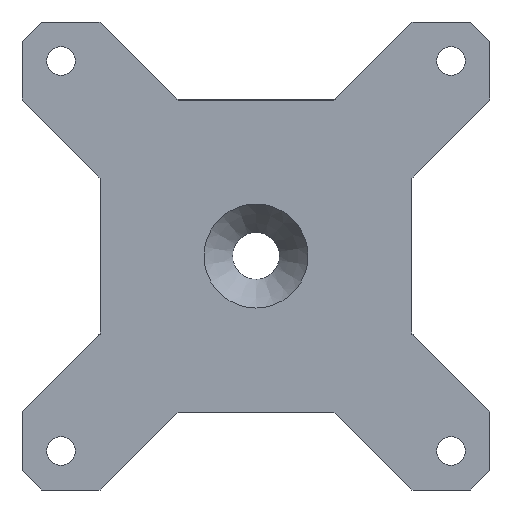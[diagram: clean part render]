
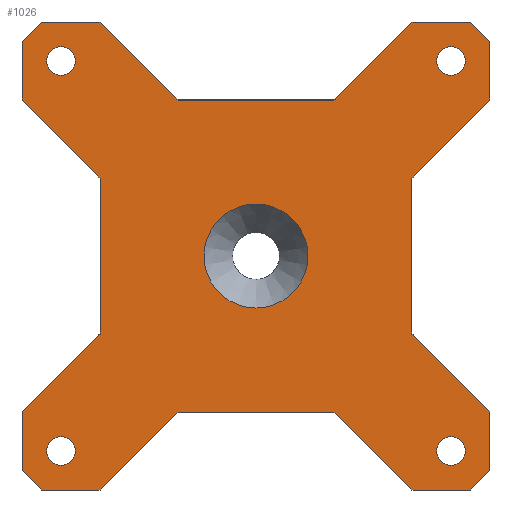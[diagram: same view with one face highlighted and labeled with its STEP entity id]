
A CAD part, front view. The second image highlights one B-rep face of the part: STEP entity #1026.
In plain terms, the highlighted planar face has unit normal (0, -1, -0.001).
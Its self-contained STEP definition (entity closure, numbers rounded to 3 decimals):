
#35=FACE_BOUND('',#185,.T.);
#36=FACE_BOUND('',#186,.T.);
#37=FACE_BOUND('',#187,.T.);
#38=FACE_BOUND('',#188,.T.);
#39=FACE_BOUND('',#189,.T.);
#75=PLANE('',#1097);
#126=FACE_OUTER_BOUND('',#184,.T.);
#184=EDGE_LOOP('',(#941,#942,#943,#944,#945,#946,#947,#948,#949,#950,#951,
#952,#953,#954,#955,#956,#957,#958,#959,#960,#961,#962,#963,#964));
#185=EDGE_LOOP('',(#965));
#186=EDGE_LOOP('',(#966));
#187=EDGE_LOOP('',(#967));
#188=EDGE_LOOP('',(#968));
#189=EDGE_LOOP('',(#969));
#193=LINE('',#1366,#320);
#199=LINE('',#1377,#326);
#238=LINE('',#1465,#365);
#242=LINE('',#1471,#369);
#243=LINE('',#1475,#370);
#247=LINE('',#1481,#374);
#248=LINE('',#1485,#375);
#251=LINE('',#1490,#378);
#290=LINE('',#1697,#417);
#292=LINE('',#1700,#419);
#293=LINE('',#1703,#420);
#295=LINE('',#1707,#422);
#297=LINE('',#1711,#424);
#299=LINE('',#1714,#426);
#300=LINE('',#1717,#427);
#302=LINE('',#1721,#429);
#304=LINE('',#1725,#431);
#306=LINE('',#1728,#433);
#307=LINE('',#1731,#434);
#309=LINE('',#1735,#436);
#311=LINE('',#1739,#438);
#313=LINE('',#1743,#440);
#315=LINE('',#1746,#442);
#316=LINE('',#1748,#443);
#320=VECTOR('',#1126,7.5);
#326=VECTOR('',#1134,7.5);
#365=VECTOR('',#1185,7.5);
#369=VECTOR('',#1191,7.5);
#370=VECTOR('',#1194,7.5);
#374=VECTOR('',#1200,7.5);
#375=VECTOR('',#1203,7.5);
#378=VECTOR('',#1208,7.5);
#417=VECTOR('',#1283,7.5);
#419=VECTOR('',#1287,7.5);
#420=VECTOR('',#1290,7.5);
#422=VECTOR('',#1294,7.5);
#424=VECTOR('',#1298,7.5);
#426=VECTOR('',#1302,7.5);
#427=VECTOR('',#1305,7.5);
#429=VECTOR('',#1309,7.5);
#431=VECTOR('',#1313,7.5);
#433=VECTOR('',#1317,7.5);
#434=VECTOR('',#1320,7.5);
#436=VECTOR('',#1324,7.5);
#438=VECTOR('',#1328,7.5);
#440=VECTOR('',#1332,7.5);
#442=VECTOR('',#1336,7.5);
#443=VECTOR('',#1339,7.5);
#447=CIRCLE('',#1048,10.);
#453=CIRCLE('',#1074,2.75);
#454=CIRCLE('',#1076,2.75);
#455=CIRCLE('',#1078,2.75);
#456=CIRCLE('',#1080,2.75);
#460=VERTEX_POINT('',#1356);
#462=VERTEX_POINT('',#1364);
#463=VERTEX_POINT('',#1365);
#467=VERTEX_POINT('',#1375);
#509=VERTEX_POINT('',#1463);
#510=VERTEX_POINT('',#1464);
#511=VERTEX_POINT('',#1469);
#512=VERTEX_POINT('',#1473);
#513=VERTEX_POINT('',#1474);
#514=VERTEX_POINT('',#1479);
#515=VERTEX_POINT('',#1483);
#516=VERTEX_POINT('',#1484);
#517=VERTEX_POINT('',#1489);
#534=VERTEX_POINT('',#1678);
#535=VERTEX_POINT('',#1682);
#536=VERTEX_POINT('',#1686);
#537=VERTEX_POINT('',#1690);
#538=VERTEX_POINT('',#1694);
#539=VERTEX_POINT('',#1696);
#540=VERTEX_POINT('',#1702);
#541=VERTEX_POINT('',#1706);
#542=VERTEX_POINT('',#1710);
#543=VERTEX_POINT('',#1716);
#544=VERTEX_POINT('',#1720);
#545=VERTEX_POINT('',#1724);
#546=VERTEX_POINT('',#1730);
#547=VERTEX_POINT('',#1734);
#548=VERTEX_POINT('',#1738);
#549=VERTEX_POINT('',#1742);
#554=EDGE_CURVE('',#460,#460,#447,.F.);
#558=EDGE_CURVE('',#462,#463,#193,.T.);
#564=EDGE_CURVE('',#462,#467,#199,.T.);
#607=EDGE_CURVE('',#509,#510,#238,.T.);
#611=EDGE_CURVE('',#509,#511,#242,.T.);
#612=EDGE_CURVE('',#512,#513,#243,.T.);
#616=EDGE_CURVE('',#512,#514,#247,.T.);
#617=EDGE_CURVE('',#515,#516,#248,.T.);
#620=EDGE_CURVE('',#517,#516,#251,.T.);
#654=EDGE_CURVE('',#534,#534,#453,.F.);
#656=EDGE_CURVE('',#535,#535,#454,.F.);
#658=EDGE_CURVE('',#536,#536,#455,.F.);
#660=EDGE_CURVE('',#537,#537,#456,.F.);
#663=EDGE_CURVE('',#539,#538,#290,.T.);
#665=EDGE_CURVE('',#467,#539,#292,.T.);
#666=EDGE_CURVE('',#540,#463,#293,.T.);
#668=EDGE_CURVE('',#541,#540,#295,.T.);
#670=EDGE_CURVE('',#542,#541,#297,.T.);
#672=EDGE_CURVE('',#511,#542,#299,.T.);
#673=EDGE_CURVE('',#543,#510,#300,.T.);
#675=EDGE_CURVE('',#544,#543,#302,.T.);
#677=EDGE_CURVE('',#545,#544,#304,.T.);
#679=EDGE_CURVE('',#514,#545,#306,.T.);
#680=EDGE_CURVE('',#546,#513,#307,.T.);
#682=EDGE_CURVE('',#547,#546,#309,.T.);
#684=EDGE_CURVE('',#548,#547,#311,.T.);
#686=EDGE_CURVE('',#549,#548,#313,.T.);
#688=EDGE_CURVE('',#515,#549,#315,.T.);
#689=EDGE_CURVE('',#538,#517,#316,.T.);
#941=ORIENTED_EDGE('',*,*,#558,.F.);
#942=ORIENTED_EDGE('',*,*,#564,.T.);
#943=ORIENTED_EDGE('',*,*,#665,.T.);
#944=ORIENTED_EDGE('',*,*,#663,.T.);
#945=ORIENTED_EDGE('',*,*,#689,.T.);
#946=ORIENTED_EDGE('',*,*,#620,.T.);
#947=ORIENTED_EDGE('',*,*,#617,.F.);
#948=ORIENTED_EDGE('',*,*,#688,.T.);
#949=ORIENTED_EDGE('',*,*,#686,.T.);
#950=ORIENTED_EDGE('',*,*,#684,.T.);
#951=ORIENTED_EDGE('',*,*,#682,.T.);
#952=ORIENTED_EDGE('',*,*,#680,.T.);
#953=ORIENTED_EDGE('',*,*,#612,.F.);
#954=ORIENTED_EDGE('',*,*,#616,.T.);
#955=ORIENTED_EDGE('',*,*,#679,.T.);
#956=ORIENTED_EDGE('',*,*,#677,.T.);
#957=ORIENTED_EDGE('',*,*,#675,.T.);
#958=ORIENTED_EDGE('',*,*,#673,.T.);
#959=ORIENTED_EDGE('',*,*,#607,.F.);
#960=ORIENTED_EDGE('',*,*,#611,.T.);
#961=ORIENTED_EDGE('',*,*,#672,.T.);
#962=ORIENTED_EDGE('',*,*,#670,.T.);
#963=ORIENTED_EDGE('',*,*,#668,.T.);
#964=ORIENTED_EDGE('',*,*,#666,.T.);
#965=ORIENTED_EDGE('',*,*,#554,.T.);
#966=ORIENTED_EDGE('',*,*,#660,.T.);
#967=ORIENTED_EDGE('',*,*,#658,.T.);
#968=ORIENTED_EDGE('',*,*,#656,.T.);
#969=ORIENTED_EDGE('',*,*,#654,.T.);
#1026=ADVANCED_FACE('',(#126,#35,#36,#37,#38,#39),#75,.F.);
#1048=AXIS2_PLACEMENT_3D('',#1357,#1116,#1117);
#1074=AXIS2_PLACEMENT_3D('',#1679,#1262,#1263);
#1076=AXIS2_PLACEMENT_3D('',#1683,#1267,#1268);
#1078=AXIS2_PLACEMENT_3D('',#1687,#1272,#1273);
#1080=AXIS2_PLACEMENT_3D('',#1691,#1277,#1278);
#1097=AXIS2_PLACEMENT_3D('',#1749,#1340,#1341);
#1116=DIRECTION('center_axis',(0.,-1.,0.));
#1117=DIRECTION('ref_axis',(0.,0.,-1.));
#1126=DIRECTION('',(-0.707,0.,-0.707));
#1134=DIRECTION('',(0.,0.,1.));
#1185=DIRECTION('',(-0.707,0.,0.707));
#1191=DIRECTION('',(1.,0.,0.));
#1194=DIRECTION('',(0.707,0.,0.707));
#1200=DIRECTION('',(0.,0.,-1.));
#1203=DIRECTION('',(0.707,0.,-0.707));
#1208=DIRECTION('',(0.,0.,1.));
#1262=DIRECTION('center_axis',(0.,-1.,0.));
#1263=DIRECTION('ref_axis',(1.,0.,0.));
#1267=DIRECTION('center_axis',(0.,-1.,0.));
#1268=DIRECTION('ref_axis',(1.,0.,0.));
#1272=DIRECTION('center_axis',(0.,-1.,0.));
#1273=DIRECTION('ref_axis',(1.,0.,0.));
#1277=DIRECTION('center_axis',(0.,-1.,0.));
#1278=DIRECTION('ref_axis',(1.,0.,0.));
#1283=DIRECTION('',(0.,0.,1.));
#1287=DIRECTION('',(-0.707,0.,0.707));
#1290=DIRECTION('',(1.,0.,0.));
#1294=DIRECTION('',(0.707,0.,-0.707));
#1298=DIRECTION('',(1.,0.,0.));
#1302=DIRECTION('',(0.707,0.,0.707));
#1305=DIRECTION('',(0.,0.,-1.));
#1309=DIRECTION('',(-0.707,0.,-0.707));
#1313=DIRECTION('',(0.,0.,-1.));
#1317=DIRECTION('',(0.707,0.,-0.707));
#1320=DIRECTION('',(-1.,0.,0.));
#1324=DIRECTION('',(-0.707,0.,0.707));
#1328=DIRECTION('',(-1.,0.,0.));
#1332=DIRECTION('',(-0.707,0.,-0.707));
#1336=DIRECTION('',(-1.,0.,0.));
#1339=DIRECTION('',(0.707,0.,0.707));
#1340=DIRECTION('center_axis',(0.,1.,0.));
#1341=DIRECTION('ref_axis',(0.,0.,1.));
#1356=CARTESIAN_POINT('',(302.184,-5.,185.03));
#1357=CARTESIAN_POINT('Origin',(302.184,-5.,175.03));
#1364=CARTESIAN_POINT('',(347.184,-5.,133.78));
#1365=CARTESIAN_POINT('',(343.434,-5.,130.03));
#1366=CARTESIAN_POINT('',(345.309,-5.,131.905));
#1375=CARTESIAN_POINT('',(347.184,-5.,145.03));
#1377=CARTESIAN_POINT('',(347.184,-5.,130.03));
#1463=CARTESIAN_POINT('',(260.934,-5.,130.03));
#1464=CARTESIAN_POINT('',(257.184,-5.,133.78));
#1465=CARTESIAN_POINT('',(259.059,-5.,131.905));
#1469=CARTESIAN_POINT('',(272.184,-5.,130.03));
#1471=CARTESIAN_POINT('',(257.184,-5.,130.03));
#1473=CARTESIAN_POINT('',(257.184,-5.,216.28));
#1474=CARTESIAN_POINT('',(260.934,-5.,220.03));
#1475=CARTESIAN_POINT('',(259.059,-5.,218.155));
#1479=CARTESIAN_POINT('',(257.184,-5.,205.03));
#1481=CARTESIAN_POINT('',(257.184,-5.,220.03));
#1483=CARTESIAN_POINT('',(343.434,-5.,220.03));
#1484=CARTESIAN_POINT('',(347.184,-5.,216.28));
#1485=CARTESIAN_POINT('',(345.309,-5.,218.155));
#1489=CARTESIAN_POINT('',(347.184,-5.,205.03));
#1490=CARTESIAN_POINT('',(347.184,-5.,130.03));
#1678=CARTESIAN_POINT('',(261.934,-5.,137.53));
#1679=CARTESIAN_POINT('Origin',(264.684,-5.,137.53));
#1682=CARTESIAN_POINT('',(261.934,-5.,212.53));
#1683=CARTESIAN_POINT('Origin',(264.684,-5.,212.53));
#1686=CARTESIAN_POINT('',(336.934,-5.,212.53));
#1687=CARTESIAN_POINT('Origin',(339.684,-5.,212.53));
#1690=CARTESIAN_POINT('',(336.934,-5.,137.53));
#1691=CARTESIAN_POINT('Origin',(339.684,-5.,137.53));
#1694=CARTESIAN_POINT('',(332.184,-5.,190.03));
#1696=CARTESIAN_POINT('',(332.184,-5.,160.03));
#1697=CARTESIAN_POINT('',(332.184,-5.,145.03));
#1700=CARTESIAN_POINT('',(347.184,-5.,145.03));
#1702=CARTESIAN_POINT('',(332.184,-5.,130.03));
#1703=CARTESIAN_POINT('',(257.184,-5.,130.03));
#1706=CARTESIAN_POINT('',(317.184,-5.,145.03));
#1707=CARTESIAN_POINT('',(257.184,-5.,205.03));
#1710=CARTESIAN_POINT('',(287.184,-5.,145.03));
#1711=CARTESIAN_POINT('',(272.184,-5.,145.03));
#1714=CARTESIAN_POINT('',(347.184,-5.,205.03));
#1716=CARTESIAN_POINT('',(257.184,-5.,145.03));
#1717=CARTESIAN_POINT('',(257.184,-5.,220.03));
#1720=CARTESIAN_POINT('',(272.184,-5.,160.03));
#1721=CARTESIAN_POINT('',(332.184,-5.,220.03));
#1724=CARTESIAN_POINT('',(272.184,-5.,190.03));
#1725=CARTESIAN_POINT('',(272.184,-5.,205.03));
#1728=CARTESIAN_POINT('',(257.184,-5.,205.03));
#1730=CARTESIAN_POINT('',(272.184,-5.,220.03));
#1731=CARTESIAN_POINT('',(347.184,-5.,220.03));
#1734=CARTESIAN_POINT('',(287.184,-5.,205.03));
#1735=CARTESIAN_POINT('',(347.184,-5.,145.03));
#1738=CARTESIAN_POINT('',(317.184,-5.,205.03));
#1739=CARTESIAN_POINT('',(332.184,-5.,205.03));
#1742=CARTESIAN_POINT('',(332.184,-5.,220.03));
#1743=CARTESIAN_POINT('',(332.184,-5.,220.03));
#1746=CARTESIAN_POINT('',(347.184,-5.,220.03));
#1748=CARTESIAN_POINT('',(347.184,-5.,205.03));
#1749=CARTESIAN_POINT('Origin',(302.184,-5.,175.03));
